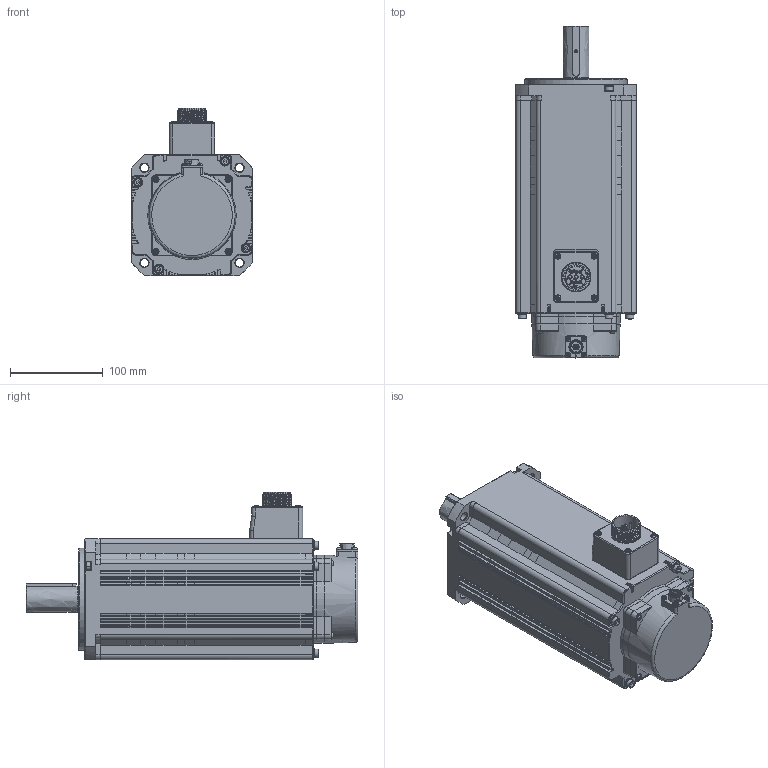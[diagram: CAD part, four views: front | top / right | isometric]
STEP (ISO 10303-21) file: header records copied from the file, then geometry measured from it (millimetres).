
FILE_DESCRIPTION( ('This file contains a STEP AP42 implementation' ,'as created by ZW3D STEP Interface translator.') ,'2;1' );
FILE_NAME( 'X6MA500R-N2LD.stp' ,'22 331.105724', (''), ('ZWCAD Software Co.'), 'Version 1.0', 'ZW3D to STEP translator', '' );
FILE_SCHEMA(('AUTOMOTIVE_DESIGN'));
Length unit declared in the file: millimetre
Products named in the file (2): 0; 錨璃003
Bounding box: 130 x 357.5 x 180.1 mm (x, y, z)
Volume: 4192961.8 mm3; surface area: 228368.9 mm2
Topology: 1 solids, 1 shells, 3555 faces, 10075 edges, 6403 vertices
Faces by surface type: bspline 3555
Entity records: 166297 total; most frequent: CARTESIAN_POINT 106230, ORIENTED_EDGE 20024, EDGE_CURVE 10000, B_SPLINE_CURVE_WITH_KNOTS 7768, VERTEX_POINT 6395, EDGE_LOOP 3703, FACE_OUTER_BOUND 3555, ADVANCED_FACE 3555
